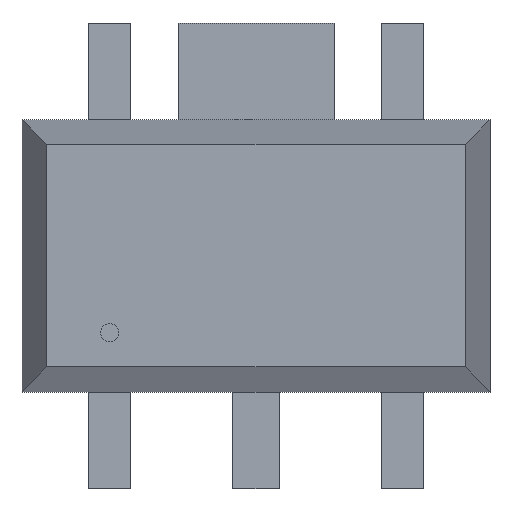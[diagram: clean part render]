
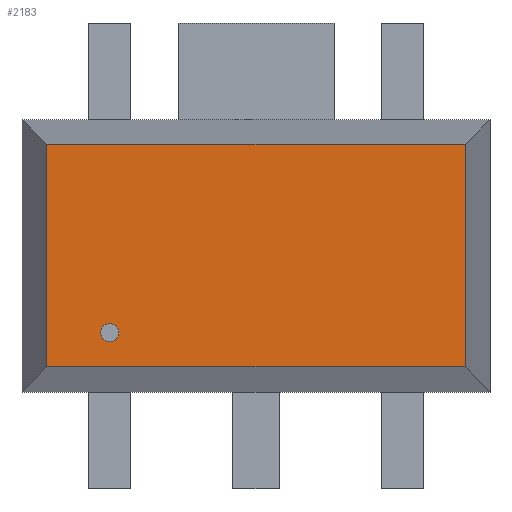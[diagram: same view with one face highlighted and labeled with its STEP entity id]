
A CAD part, top view. The second image highlights one B-rep face of the part: STEP entity #2183.
In plain terms, the highlighted planar face has unit normal (0, 0, 1).
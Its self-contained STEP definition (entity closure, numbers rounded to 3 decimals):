
#2183=ADVANCED_FACE('',(#2189),#2184,.T.);
#2184=PLANE('',#2185);
#2185=AXIS2_PLACEMENT_3D('',#2186,#2187,#2188);
#2186=CARTESIAN_POINT('',(-2.144,-1.141,1.854));
#2187=DIRECTION('',(0.0,0.0,1.0));
#2188=DIRECTION('',(0.,1.,0.));
#2189=FACE_OUTER_BOUND('',#2190,.T.);
#2190=EDGE_LOOP('',(#2191,#2201,#2211,#2221));
#2194=CARTESIAN_POINT('',(2.144,-1.141,1.854));
#2193=VERTEX_POINT('',#2194);
#2196=CARTESIAN_POINT('',(-2.144,-1.141,1.854));
#2195=VERTEX_POINT('',#2196);
#2192=EDGE_CURVE('',#2193,#2195,#2197,.T.);
#2197=LINE('',#2194,#2199);
#2199=VECTOR('',#2200,4.288);
#2200=DIRECTION('',(-1.0,0.0,0.0));
#2191=ORIENTED_EDGE('',*,*,#2192,.F.);
#2204=CARTESIAN_POINT('',(2.144,1.141,1.854));
#2203=VERTEX_POINT('',#2204);
#2202=EDGE_CURVE('',#2203,#2193,#2207,.T.);
#2207=LINE('',#2204,#2209);
#2209=VECTOR('',#2210,2.281);
#2210=DIRECTION('',(0.0,-1.0,0.0));
#2201=ORIENTED_EDGE('',*,*,#2202,.F.);
#2214=CARTESIAN_POINT('',(-2.144,1.141,1.854));
#2213=VERTEX_POINT('',#2214);
#2212=EDGE_CURVE('',#2213,#2203,#2217,.T.);
#2217=LINE('',#2214,#2219);
#2219=VECTOR('',#2220,4.288);
#2220=DIRECTION('',(1.0,0.0,0.0));
#2211=ORIENTED_EDGE('',*,*,#2212,.F.);
#2222=EDGE_CURVE('',#2195,#2213,#2227,.T.);
#2227=LINE('',#2196,#2229);
#2229=VECTOR('',#2230,2.281);
#2230=DIRECTION('',(0.0,1.0,0.0));
#2221=ORIENTED_EDGE('',*,*,#2222,.F.);
